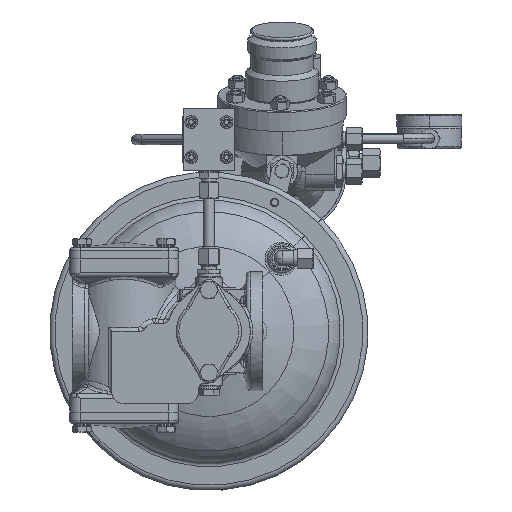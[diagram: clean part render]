
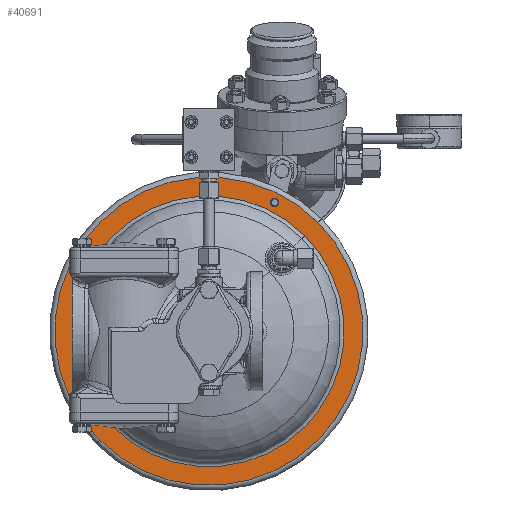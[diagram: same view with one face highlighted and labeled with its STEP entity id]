
A CAD part, front view. The second image highlights one B-rep face of the part: STEP entity #40691.
In plain terms, the highlighted planar face has unit normal (0, -1, 0).
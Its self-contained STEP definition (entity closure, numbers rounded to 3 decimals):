
#852 = EDGE_LOOP ( 'NONE', ( #46903, #50956 ) ) ;
#2537 = DIRECTION ( 'NONE',  ( -0.707, 0., -0.707 ) ) ;
#2892 = CIRCLE ( 'NONE', #42779, 130.904 ) ;
#2937 = CARTESIAN_POINT ( 'NONE',  ( 148.347, 138.759, 105.359 ) ) ;
#2977 = CIRCLE ( 'NONE', #98589, 4. ) ;
#4436 = AXIS2_PLACEMENT_3D ( 'NONE', #43776, #96364, #6700 ) ;
#6031 = ORIENTED_EDGE ( 'NONE', *, *, #24710, .F. ) ;
#6700 = DIRECTION ( 'NONE',  ( -1., 0., 0. ) ) ;
#10499 = CARTESIAN_POINT ( 'NONE',  ( 42.988, 138.759, 0. ) ) ;
#12183 = DIRECTION ( 'NONE',  ( 0., 1., 0. ) ) ;
#12479 = DIRECTION ( 'NONE',  ( 0., -1., 0. ) ) ;
#13688 = CIRCLE ( 'NONE', #95252, 149. ) ;
#13930 = DIRECTION ( 'NONE',  ( -0.707, 0., -0.707 ) ) ;
#14088 = ORIENTED_EDGE ( 'NONE', *, *, #39440, .T. ) ;
#15784 = CARTESIAN_POINT ( 'NONE',  ( 135.551, 138.759, 92.563 ) ) ;
#16507 = DIRECTION ( 'NONE',  ( 0., -1., 0. ) ) ;
#19500 = DIRECTION ( 'NONE',  ( -1., 0., 0. ) ) ;
#20296 = CARTESIAN_POINT ( 'NONE',  ( 110.439, 138.759, 123.818 ) ) ;
#20934 = EDGE_LOOP ( 'NONE', ( #92856, #14088 ) ) ;
#21407 = VERTEX_POINT ( 'NONE', #15784 ) ;
#21440 = DIRECTION ( 'NONE',  ( 0., 1., 0. ) ) ;
#23430 = FACE_OUTER_BOUND ( 'NONE', #20934, .T. ) ;
#24710 = EDGE_CURVE ( 'Defeature ausgef�hrt1_2247+Defeature ausgef�hrt1_2223+Defeature ausgef�hrt1_2223+Defeature ausgef�hrt1_2223', #26823, #46377, #2977, .T. ) ;
#25004 = DIRECTION ( 'NONE',  ( -0.707, 0., -0.707 ) ) ;
#26823 = VERTEX_POINT ( 'NONE', #20296 ) ;
#30435 = VERTEX_POINT ( 'NONE', #2937 ) ;
#30763 = EDGE_CURVE ( 'Defeature ausgef�hrt1_2247+Defeature ausgef�hrt1_2223+Defeature ausgef�hrt1_2223+Defeature ausgef�hrt1_2223', #46377, #26823, #36445, .T. ) ;
#36445 = CIRCLE ( 'NONE', #4436, 4. ) ;
#36961 = DIRECTION ( 'NONE',  ( 0., 1., 0. ) ) ;
#37455 = FACE_BOUND ( 'NONE', #39260, .T. ) ;
#39260 = EDGE_LOOP ( 'NONE', ( #80386, #6031 ) ) ;
#39440 = EDGE_CURVE ( 'Defeature ausgef�hrt1_2223+Defeature ausgef�hrt1_2222+Defeature ausgef�hrt1_2222+Defeature ausgef�hrt1_2222', #30435, #98198, #13688, .T. ) ;
#40691 = ADVANCED_FACE ( 'Defeature ausgef�hrt1_2223', ( #37455, #23430, #99020 ), #54502, .F. ) ;
#42779 = AXIS2_PLACEMENT_3D ( 'NONE', #90051, #21440, #13930 ) ;
#43776 = CARTESIAN_POINT ( 'NONE',  ( 106.546, 138.759, 124.741 ) ) ;
#46377 = VERTEX_POINT ( 'NONE', #84587 ) ;
#46903 = ORIENTED_EDGE ( 'NONE', *, *, #71887, .T. ) ;
#50956 = ORIENTED_EDGE ( 'NONE', *, *, #91255, .T. ) ;
#53124 = VERTEX_POINT ( 'NONE', #84275 ) ;
#54502 = PLANE ( 'NONE',  #67487 ) ;
#58113 = CIRCLE ( 'NONE', #66117, 149. ) ;
#59454 = EDGE_CURVE ( 'Defeature ausgef�hrt1_2223+Defeature ausgef�hrt1_2222+Defeature ausgef�hrt1_2222+Defeature ausgef�hrt1_2222', #98198, #30435, #58113, .T. ) ;
#61011 = CARTESIAN_POINT ( 'NONE',  ( 151.882, 138.759, 108.894 ) ) ;
#66117 = AXIS2_PLACEMENT_3D ( 'NONE', #72075, #87608, #2537 ) ;
#67487 = AXIS2_PLACEMENT_3D ( 'NONE', #61011, #36961, #98518 ) ;
#71761 = DIRECTION ( 'NONE',  ( -0.707, 0., -0.707 ) ) ;
#71887 = EDGE_CURVE ( 'Defeature ausgef�hrt1_2223+Defeature ausgef�hrt1_2221+Defeature ausgef�hrt1_2221+Defeature ausgef�hrt1_2221', #53124, #21407, #2892, .T. ) ;
#72075 = CARTESIAN_POINT ( 'NONE',  ( 42.988, 138.759, 0. ) ) ;
#74364 = CIRCLE ( 'NONE', #80734, 130.904 ) ;
#80386 = ORIENTED_EDGE ( 'NONE', *, *, #30763, .F. ) ;
#80734 = AXIS2_PLACEMENT_3D ( 'NONE', #80744, #12183, #71761 ) ;
#80744 = CARTESIAN_POINT ( 'NONE',  ( 42.988, 138.759, 0. ) ) ;
#84275 = CARTESIAN_POINT ( 'NONE',  ( -49.575, 138.759, -92.563 ) ) ;
#84587 = CARTESIAN_POINT ( 'NONE',  ( 102.654, 138.759, 125.664 ) ) ;
#87608 = DIRECTION ( 'NONE',  ( 0., -1., 0. ) ) ;
#90051 = CARTESIAN_POINT ( 'NONE',  ( 42.988, 138.759, 0. ) ) ;
#91255 = EDGE_CURVE ( 'Defeature ausgef�hrt1_2223+Defeature ausgef�hrt1_2221+Defeature ausgef�hrt1_2221+Defeature ausgef�hrt1_2221', #21407, #53124, #74364, .T. ) ;
#92856 = ORIENTED_EDGE ( 'NONE', *, *, #59454, .T. ) ;
#95252 = AXIS2_PLACEMENT_3D ( 'NONE', #10499, #16507, #25004 ) ;
#96364 = DIRECTION ( 'NONE',  ( 0., -1., 0. ) ) ;
#96581 = CARTESIAN_POINT ( 'NONE',  ( 106.546, 138.759, 124.741 ) ) ;
#97115 = CARTESIAN_POINT ( 'NONE',  ( -62.371, 138.759, -105.359 ) ) ;
#98198 = VERTEX_POINT ( 'NONE', #97115 ) ;
#98518 = DIRECTION ( 'NONE',  ( -0.707, 0., -0.707 ) ) ;
#98589 = AXIS2_PLACEMENT_3D ( 'NONE', #96581, #12479, #19500 ) ;
#99020 = FACE_BOUND ( 'NONE', #852, .T. ) ;
